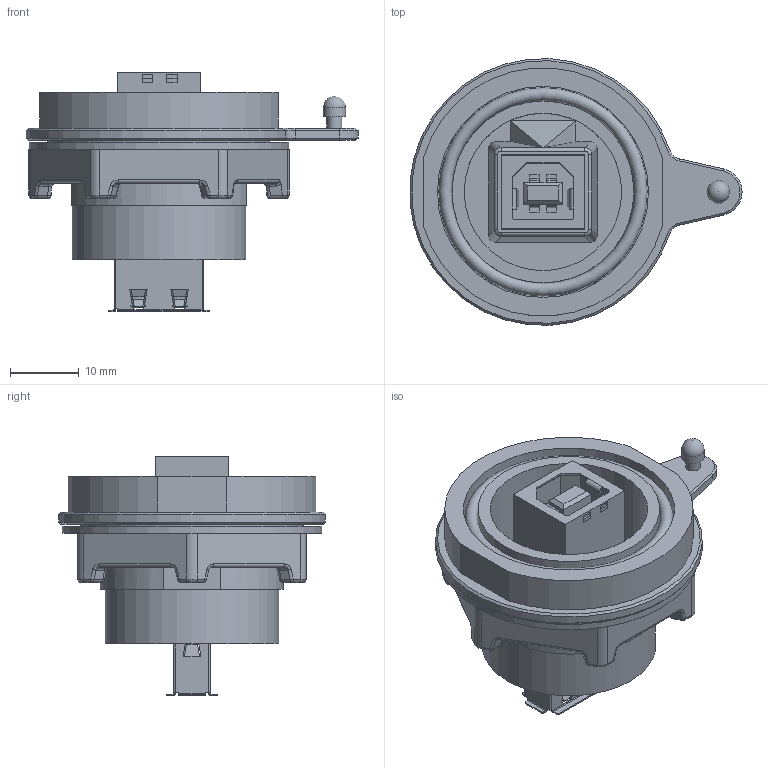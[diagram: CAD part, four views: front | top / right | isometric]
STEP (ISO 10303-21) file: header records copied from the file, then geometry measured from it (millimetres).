
FILE_DESCRIPTION((''),'2;1');
FILE_NAME('Sealed USB Receptacle - Samtec SCRU-02.stp','2012-11-20T13:08:57',('sdarley'),(''),'Autodesk Inventor 2013','Autodesk Inventor 2013','');
FILE_SCHEMA(('AUTOMOTIVE_DESIGN { 1 0 10303 214 1 1 1 1 }'));
Length unit declared in the file: millimetre
Products named in the file (13): Sealed USB Receptacle - Samtec SCRU-02; USB Series A Receptacle - Keystone 921; Keystone 921 USB Series A Receptacle Housing; Keystone 921 USB Series A Receptacle Thermoplastic Insulator; Keystone 921 USB Series A Receptacle Contact; USB Series B Receptacle - ASSMANN WSW A-USBSB; ASSMANN WSW USB Series B Receptacle Metal Shell; ASSMANN WSW USB Series B Receptacle Housing; ASSMANN WSW USB Series B Receptacle Terminal; Samtec SCRU-02 Sealed USB Receptacle Housing; Samtec SCRU-02 Sealed USB Receptacle O-Ring; Samtec SCRU-02 Sealed USB Receptacle Rubber Seal; Samtec SCRU-02 Sealed USB Receptacle Locking Nut
Assembly tree (18 placements, depth 3):
  Sealed USB Receptacle - Samtec SCRU-02
    USB Series A Receptacle - Keystone 921
      Keystone 921 USB Series A Receptacle Housing
      Keystone 921 USB Series A Receptacle Thermoplastic Insulator
      Keystone 921 USB Series A Receptacle Contact  x4
    USB Series B Receptacle - ASSMANN WSW A-USBSB
      ASSMANN WSW USB Series B Receptacle Metal Shell
      ASSMANN WSW USB Series B Receptacle Housing
      ASSMANN WSW USB Series B Receptacle Terminal  x4
    Samtec SCRU-02 Sealed USB Receptacle Housing
    Samtec SCRU-02 Sealed USB Receptacle O-Ring
    Samtec SCRU-02 Sealed USB Receptacle Rubber Seal
    Samtec SCRU-02 Sealed USB Receptacle Locking Nut
Bounding box: 48.38 x 38.85 x 34.9 mm (x, y, z)
Volume: 13703.2 mm3; surface area: 17588.9 mm2
Topology: 16 solids, 16 shells, 909 faces, 2434 edges, 1554 vertices
Faces by surface type: plane 532, cylinder 276, bspline 62, sphere 24, cone 8, torus 7
Full cylindrical faces by diameter (mm): 2.15 x1, 3.3 x1, 22.95 x2, 25.3 x1, 25.6 x1, 26.5 x1, 26.75 x1, 30.75 x1, 32.35 x1, 37.8 x1
Entity records: 27338 total; most frequent: CARTESIAN_POINT 6432, ORIENTED_EDGE 4308, DIRECTION 4204, EDGE_CURVE 2154, VECTOR 1510, LINE 1510, VERTEX_POINT 1359, AXIS2_PLACEMENT_3D 1347
